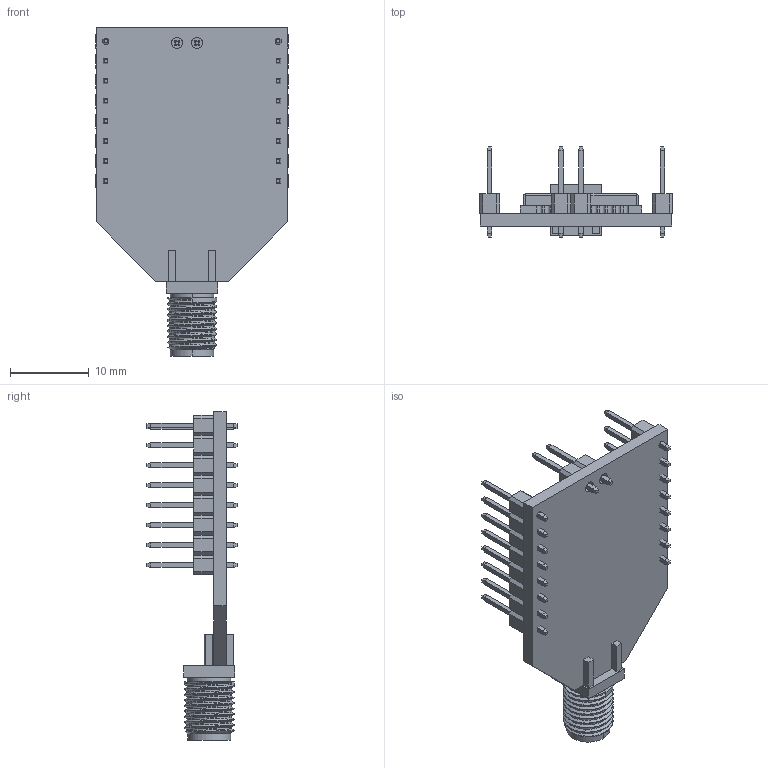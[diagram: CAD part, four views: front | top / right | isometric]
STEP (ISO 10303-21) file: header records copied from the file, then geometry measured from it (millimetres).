
FILE_DESCRIPTION((''),'2;1');
FILE_NAME('PWB-RAK4270_BREAKOUT_ASM','2021-02-22T',('admin'),(''),'PRO/ENGINEER BY PARAMETRIC TECHNOLOGY CORPORATION, 2010280','PRO/ENGINEER BY PARAMETRIC TECHNOLOGY CORPORATION, 2010280','');
FILE_SCHEMA(('CONFIG_CONTROL_DESIGN','SHAPE_APPEARANCE_LAYERS_GROUPS'));
Length unit declared in the file: millimetre
Products named in the file (5): PWB-RAK4200_BREAKOUT; SMA-KE; 1405_SINGLE_PIN; 6310C00R_RAK4270; PWB-RAK4270_BREAKOUT_ASM
Assembly tree (21 placements, depth 2):
  PWB-RAK4270_BREAKOUT_ASM
    PWB-RAK4200_BREAKOUT
    SMA-KE
    1405_SINGLE_PIN  x18
    6310C00R_RAK4270
Bounding box: 24.54 x 11.5 x 41.8 mm (x, y, z)
Volume: 2043.8 mm3; surface area: 4096.4 mm2
Topology: 21 solids, 21 shells, 665 faces, 1705 edges, 1192 vertices
Faces by surface type: plane 592, cylinder 60, bspline 9, cone 4
Entity records: 13562 total; most frequent: CARTESIAN_POINT 4752, DIRECTION 1184, ORIENTED_EDGE 986, PRESENTATION_STYLE_ASSIGNMENT 776, STYLED_ITEM 707, CURVE_STYLE 650, EDGE_CURVE 493, VECTOR 440
